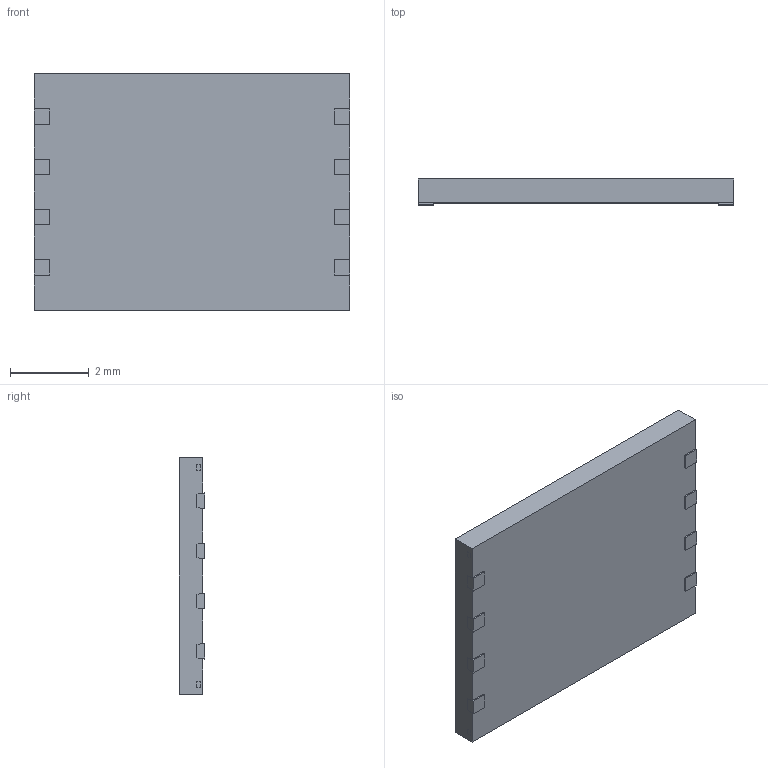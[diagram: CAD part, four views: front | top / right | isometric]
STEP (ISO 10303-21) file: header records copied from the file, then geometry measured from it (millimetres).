
FILE_DESCRIPTION (( 'STEP AP214' ), '1' );
FILE_NAME ('MT29F1G01ABAFDWB-IT_F.STEP', '2023-03-30T12:39:07', ( '' ), ( '' ), 'SwSTEP 2.0', 'SolidWorks 2017', '' );
FILE_SCHEMA (( 'AUTOMOTIVE_DESIGN' ));
Length unit declared in the file: millimetre
Products named in the file (1): MT29F1G01ABAFDWB-IT_F
Bounding box: 8 x 0.65 x 6 mm (x, y, z)
Volume: 28.9 mm3; surface area: 120.5 mm2
Topology: 14 solids, 14 shells, 137 faces, 312 edges, 208 vertices
Faces by surface type: plane 133, cylinder 4
Entity records: 3925 total; most frequent: CARTESIAN_POINT 658, ORIENTED_EDGE 624, DIRECTION 596, EDGE_CURVE 312, LINE 304, VECTOR 304, VERTEX_POINT 208, AXIS2_PLACEMENT_3D 146
